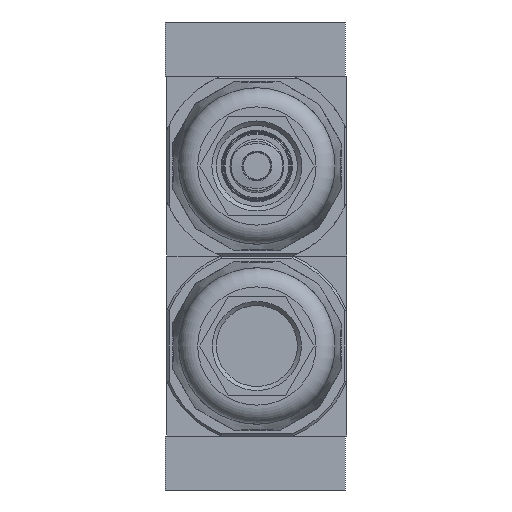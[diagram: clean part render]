
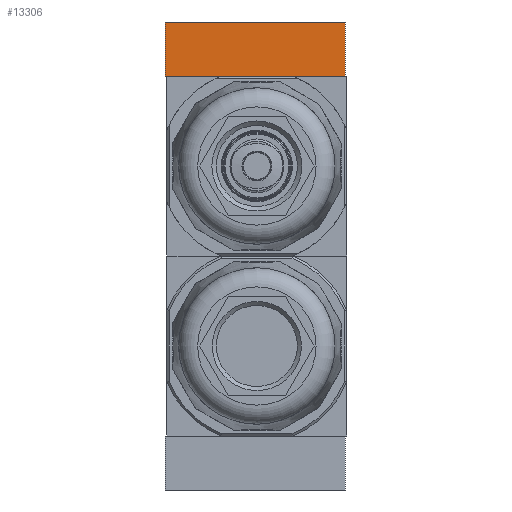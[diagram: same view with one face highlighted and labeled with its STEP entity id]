
A CAD part, front view. The second image highlights one B-rep face of the part: STEP entity #13306.
In plain terms, the highlighted planar face has unit normal (0, -1, 0).
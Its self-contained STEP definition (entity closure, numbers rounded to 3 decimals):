
#1634=ORIENTED_EDGE('',*,*,#5606,.T.);
#1635=ORIENTED_EDGE('',*,*,#5629,.F.);
#1636=ORIENTED_EDGE('',*,*,#5630,.F.);
#1637=ORIENTED_EDGE('',*,*,#5626,.T.);
#5606=EDGE_CURVE('',#7602,#7604,#8998,.T.);
#5626=EDGE_CURVE('',#7624,#7602,#9005,.T.);
#5629=EDGE_CURVE('',#7626,#7604,#9008,.T.);
#5630=EDGE_CURVE('',#7624,#7626,#9009,.T.);
#7602=VERTEX_POINT('',#24341);
#7604=VERTEX_POINT('',#24345);
#7624=VERTEX_POINT('',#24387);
#7626=VERTEX_POINT('',#24393);
#8998=LINE('',#24346,#9872);
#9005=LINE('',#24386,#9879);
#9008=LINE('',#24392,#9882);
#9009=LINE('',#24394,#9883);
#9872=VECTOR('',#20338,1000.);
#9879=VECTOR('',#20373,1000.);
#9882=VECTOR('',#20378,1000.);
#9883=VECTOR('',#20379,1000.);
#10750=EDGE_LOOP('',(#1634,#1635,#1636,#1637));
#11812=FACE_BOUND('',#10750,.T.);
#12879=PLANE('',#18781);
#13306=ADVANCED_FACE('',(#11812),#12879,.F.);
#18781=AXIS2_PLACEMENT_3D('',#24391,#20376,#20377);
#20338=DIRECTION('',(1.,0.,0.));
#20373=DIRECTION('',(0.,0.,-1.));
#20376=DIRECTION('',(0.,1.,0.));
#20377=DIRECTION('',(0.,0.,1.));
#20378=DIRECTION('',(0.,0.,-1.));
#20379=DIRECTION('',(1.,0.,0.));
#24341=CARTESIAN_POINT('',(-20.,-10.,-6.));
#24345=CARTESIAN_POINT('',(20.,-10.,-6.));
#24346=CARTESIAN_POINT('',(-20.,-10.,-6.));
#24386=CARTESIAN_POINT('',(-20.,-10.,6.));
#24387=CARTESIAN_POINT('',(-20.,-10.,6.));
#24391=CARTESIAN_POINT('',(-20.,-10.,6.));
#24392=CARTESIAN_POINT('',(20.,-10.,6.));
#24393=CARTESIAN_POINT('',(20.,-10.,6.));
#24394=CARTESIAN_POINT('',(-20.,-10.,6.));
